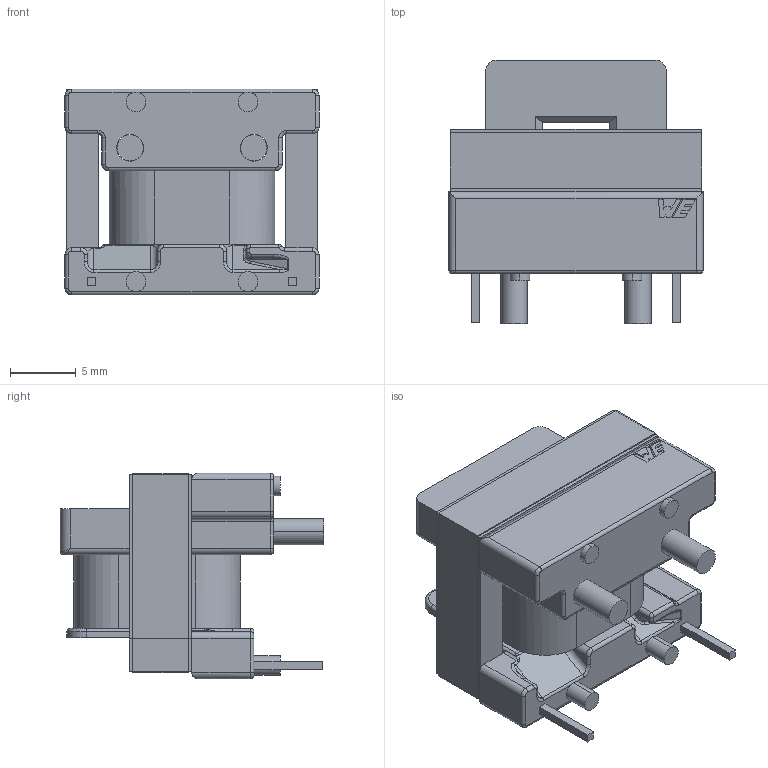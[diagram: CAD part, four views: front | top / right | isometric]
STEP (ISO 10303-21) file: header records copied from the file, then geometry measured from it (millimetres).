
FILE_DESCRIPTION (( 'STEP AP214' ), '1' );
FILE_NAME ('070-7789_07 Assm.STEP', '2024-01-04T22:05:55', ( '' ), ( '' ), 'SwSTEP 2.0', 'SolidWorks 2022', '' );
FILE_SCHEMA (( 'AUTOMOTIVE_DESIGN' ));
Length unit declared in the file: millimetre
Products named in the file (6): EI_19_I; EI_19_E; BOBBIN070-7789-07; Core Tape^070-7789_07 Assm; 070-7789_07 Assm; staple
Assembly tree (5 placements, depth 2):
  070-7789_07 Assm
    BOBBIN070-7789-07
    staple
    EI_19_E
    EI_19_I
    Core Tape^070-7789_07 Assm
Bounding box: 19.3 x 20 x 15.63 mm (x, y, z)
Volume: 2987.5 mm3; surface area: 3807.2 mm2
Topology: 5 solids, 5 shells, 265 faces, 660 edges, 404 vertices
Faces by surface type: plane 125, cylinder 90, bspline 41, torus 9
Entity records: 12022 total; most frequent: CARTESIAN_POINT 3298, ORIENTED_EDGE 1314, DIRECTION 1188, EDGE_CURVE 657, VECTOR 404, LINE 404, VERTEX_POINT 404, AXIS2_PLACEMENT_3D 392
